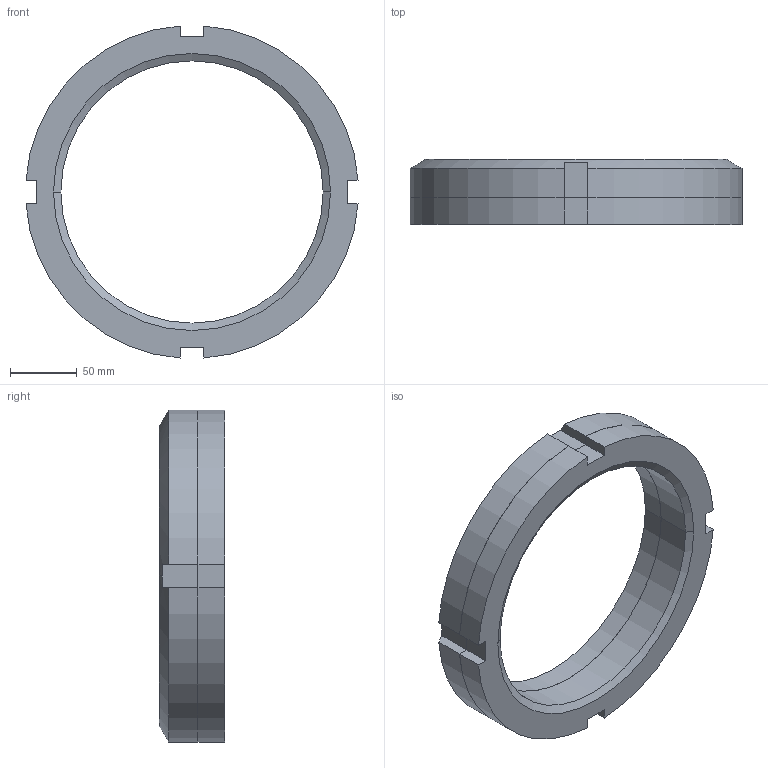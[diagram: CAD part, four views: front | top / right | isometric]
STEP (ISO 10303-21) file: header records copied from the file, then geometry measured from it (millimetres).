
FILE_DESCRIPTION((''),'2;1');
FILE_NAME('1RSTD2004____0','2019-10-29T15:29:11',('kim.bk'),(''),'CREO PARAMETRIC BY PTC INC, 2019010','CREO PARAMETRIC BY PTC INC, 2019010','');
FILE_SCHEMA(('CONFIG_CONTROL_DESIGN'));
Length unit declared in the file: millimetre
Products named in the file (1): 1RSTD2004____0
Bounding box: 249.35 x 49 x 249.35 mm (x, y, z)
Volume: 842044.7 mm3; surface area: 146168.4 mm2
Topology: 2 solids, 2 shells, 433 faces, 1220 edges, 812 vertices
Faces by surface type: plane 411, cylinder 12, cone 10
Entity records: 13780 total; most frequent: CARTESIAN_POINT 2509, ORIENTED_EDGE 2440, DIRECTION 2110, EDGE_CURVE 1220, VECTOR 1168, LINE 1168, VERTEX_POINT 812, AXIS2_PLACEMENT_3D 471
